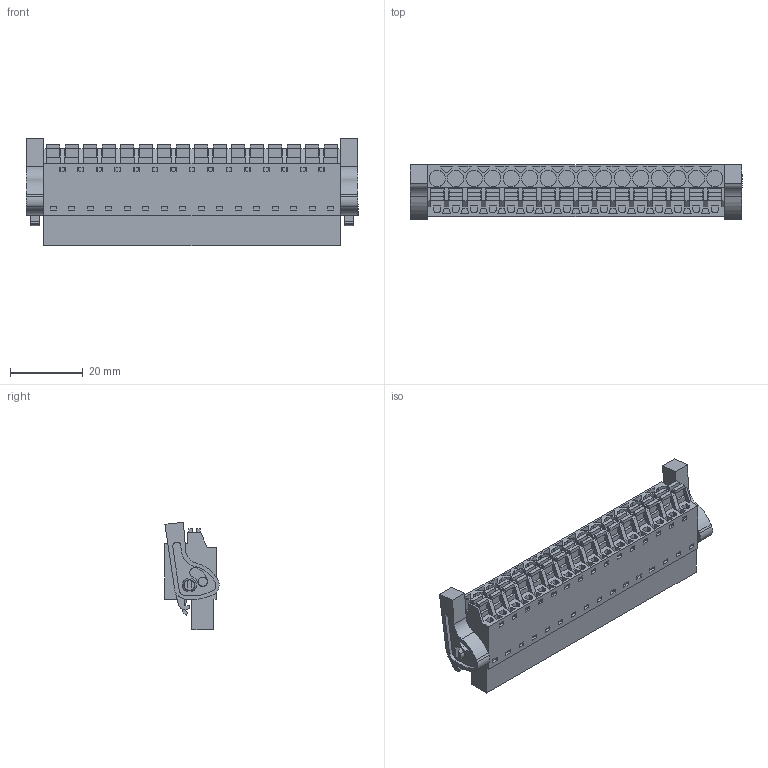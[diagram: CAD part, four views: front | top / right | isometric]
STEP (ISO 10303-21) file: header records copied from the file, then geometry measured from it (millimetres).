
FILE_DESCRIPTION(('CATIA V5 STEP Exchange','CAx-IF Rec.Pracs.--- Model Styling and Organization---1.2---2011-12-15'),'2;1');
FILE_NAME ('D1446634_0_1014530000_1014530000.stp','2017-04-29T06:03:37+00:00',('none'),('Weidmueller'),'CATIA Version 5-6 Release 2014','CATIA V5 STEP AP214','none');
FILE_SCHEMA(('AUTOMOTIVE_DESIGN { 1 0 10303 214 1 1 1 1 }'));
Length unit declared in the file: millimetre
Products named in the file (1): 1014530000
Bounding box: 91.1 x 14.96 x 29.52 mm (x, y, z)
Volume: 20434.8 mm3; surface area: 14470.7 mm2
Topology: 19 solids, 19 shells, 1248 faces, 3575 edges, 2487 vertices
Faces by surface type: plane 1062, cylinder 177, cone 8, extrusion 1
Entity records: 40060 total; most frequent: CARTESIAN_POINT 7646, ORIENTED_EDGE 7150, DIRECTION 5078, EDGE_CURVE 3575, VECTOR 3184, LINE 3183, VERTEX_POINT 2487, EDGE_LOOP 1438
